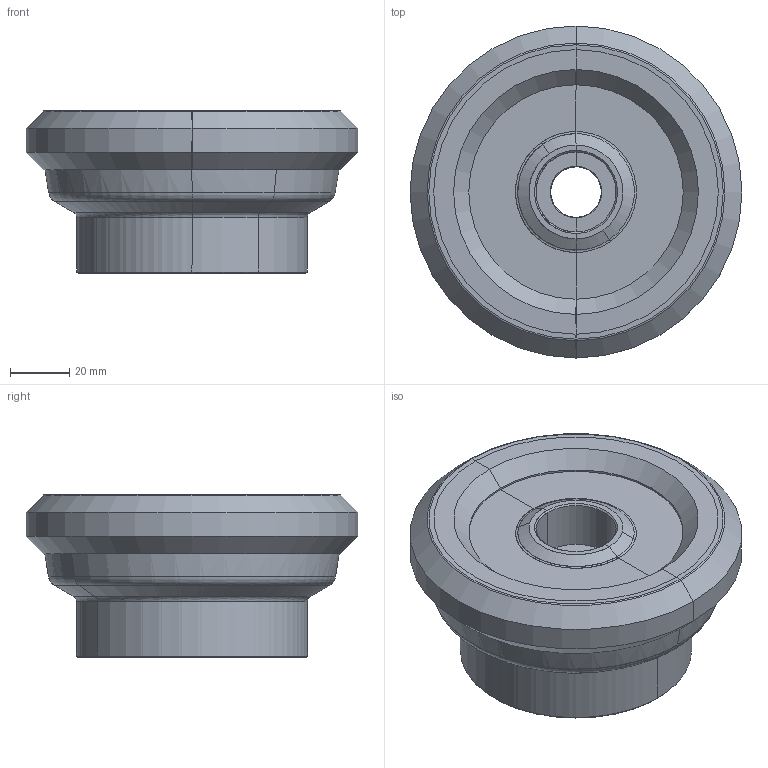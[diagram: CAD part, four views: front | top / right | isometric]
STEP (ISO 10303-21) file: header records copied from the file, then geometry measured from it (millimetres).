
FILE_DESCRIPTION((''),'2;1');
FILE_NAME('607041085-000-01-E43','2021-12-06T12:12:04',('korna'),(''),'CREO PARAMETRIC BY PTC INC, 2019030','CREO PARAMETRIC BY PTC INC, 2019030','');
FILE_SCHEMA(('AP242_MANAGED_MODEL_BASED_3D_ENGINEERING_MIM_LF { 1 0 10303 442 1 1 4 }'));
Length unit declared in the file: millimetre
Products named in the file (1): 607041085-000-01-E43
Bounding box: 112.02 x 112.02 x 55 mm (x, y, z)
Volume: 326671.9 mm3; surface area: 73974.8 mm2
Topology: 1 solids, 3 shells, 135 faces, 631 edges, 503 vertices
Faces by surface type: cone 60, cylinder 32, torus 20, plane 15, revolution 8
Entity records: 12011 total; most frequent: CARTESIAN_POINT 3778, DIRECTION 1170, POLYLINE 866, PRESENTATION_STYLE_ASSIGNMENT 671, STYLED_ITEM 650, CURVE_STYLE 645, ORIENTED_EDGE 644, AXIS2_PLACEMENT_3D 402
